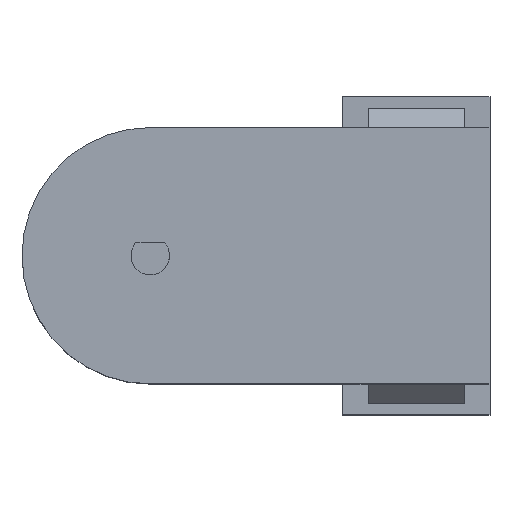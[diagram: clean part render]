
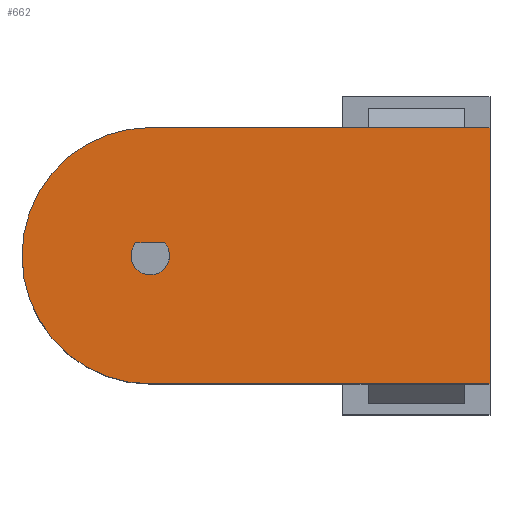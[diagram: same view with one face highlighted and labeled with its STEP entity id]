
A CAD part, top view. The second image highlights one B-rep face of the part: STEP entity #662.
In plain terms, the highlighted planar face has unit normal (0, 0, 1).
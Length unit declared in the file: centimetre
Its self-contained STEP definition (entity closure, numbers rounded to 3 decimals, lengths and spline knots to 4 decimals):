
#18=FACE_BOUND('',#94,.T.);
#19=CIRCLE('',#676,0.15);
#22=CIRCLE('',#701,1.);
#58=FACE_OUTER_BOUND('',#93,.T.);
#93=EDGE_LOOP('',(#582,#583,#584,#585));
#94=EDGE_LOOP('',(#586,#587));
#122=LINE('',#929,#208);
#172=LINE('',#1035,#258);
#178=LINE('',#1045,#264);
#181=LINE('',#1052,#267);
#208=VECTOR('',#751,1.);
#258=VECTOR('',#845,1.);
#264=VECTOR('',#857,1.);
#267=VECTOR('',#866,1.);
#288=VERTEX_POINT('',#927);
#289=VERTEX_POINT('',#928);
#322=VERTEX_POINT('',#1032);
#323=VERTEX_POINT('',#1034);
#324=VERTEX_POINT('',#1043);
#325=VERTEX_POINT('',#1048);
#352=EDGE_CURVE('',#288,#289,#122,.T.);
#356=EDGE_CURVE('',#289,#288,#19,.T.);
#405=EDGE_CURVE('',#323,#322,#172,.T.);
#411=EDGE_CURVE('',#322,#324,#178,.T.);
#413=EDGE_CURVE('',#325,#323,#22,.T.);
#415=EDGE_CURVE('',#324,#325,#181,.T.);
#582=ORIENTED_EDGE('',*,*,#415,.T.);
#583=ORIENTED_EDGE('',*,*,#413,.T.);
#584=ORIENTED_EDGE('',*,*,#405,.T.);
#585=ORIENTED_EDGE('',*,*,#411,.T.);
#586=ORIENTED_EDGE('',*,*,#352,.T.);
#587=ORIENTED_EDGE('',*,*,#356,.T.);
#627=PLANE('',#703);
#662=ADVANCED_FACE('',(#58,#18),#627,.T.);
#676=AXIS2_PLACEMENT_3D('',#936,#757,#758);
#701=AXIS2_PLACEMENT_3D('',#1049,#861,#862);
#703=AXIS2_PLACEMENT_3D('',#1053,#867,#868);
#751=DIRECTION('',(1.,0.,0.));
#757=DIRECTION('center_axis',(0.,0.,-1.));
#758=DIRECTION('ref_axis',(-0.745,0.667,0.));
#845=DIRECTION('',(1.,0.,0.));
#857=DIRECTION('',(0.,1.,0.));
#861=DIRECTION('center_axis',(0.,0.,1.));
#862=DIRECTION('ref_axis',(0.,1.,0.));
#866=DIRECTION('',(-1.,0.,0.));
#867=DIRECTION('center_axis',(0.,0.,1.));
#868=DIRECTION('ref_axis',(1.,0.,0.));
#927=CARTESIAN_POINT('',(-0.1118,0.1,1.39));
#928=CARTESIAN_POINT('',(0.1118,0.1,1.39));
#929=CARTESIAN_POINT('',(0.4684,0.1,1.39));
#936=CARTESIAN_POINT('Origin',(0.,0.,1.39));
#1032=CARTESIAN_POINT('',(2.65,-1.,1.39));
#1034=CARTESIAN_POINT('',(0.,-1.,1.39));
#1035=CARTESIAN_POINT('',(2.65,-1.,1.39));
#1043=CARTESIAN_POINT('',(2.65,1.,1.39));
#1045=CARTESIAN_POINT('',(2.65,1.,1.39));
#1048=CARTESIAN_POINT('',(0.,1.,1.39));
#1049=CARTESIAN_POINT('Origin',(0.,0.,1.39));
#1052=CARTESIAN_POINT('',(0.,1.,1.39));
#1053=CARTESIAN_POINT('Origin',(0.825,0.,1.39));
